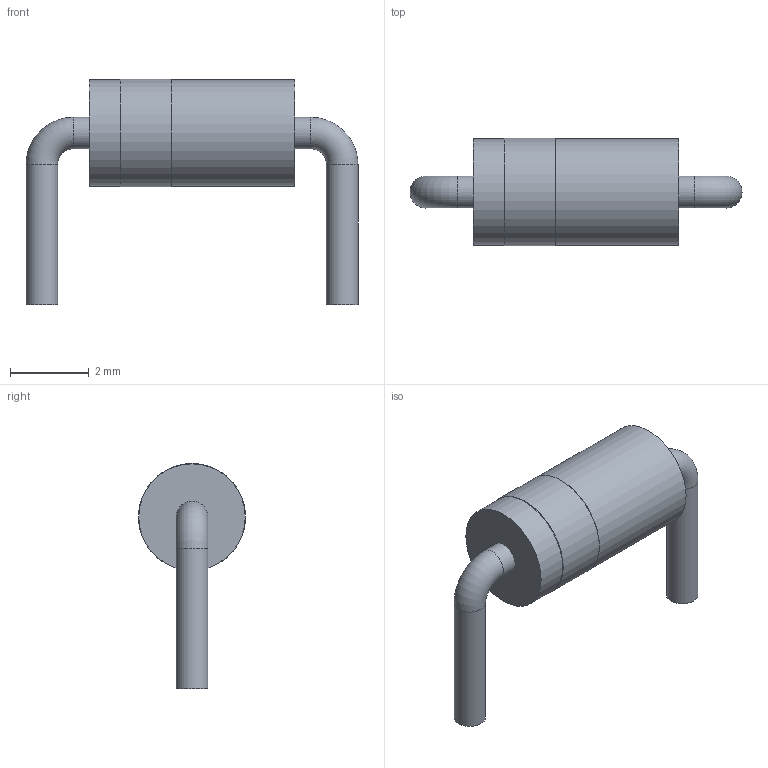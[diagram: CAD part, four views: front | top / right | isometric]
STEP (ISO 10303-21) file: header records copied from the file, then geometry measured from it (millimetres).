
FILE_DESCRIPTION(('FreeCAD Model'),'2;1');
FILE_NAME( 'x.step', '2018-02-22T02:19:05',('Author'),(''), 'Open CASCADE STEP processor 6.8','FreeCAD','Unknown');
FILE_SCHEMA(('AUTOMOTIVE_DESIGN_CC2 { 1 2 10303 214 -1 1 5 4 }'));
Length unit declared in the file: millimetre
Products named in the file (8): ASSEMBLY; Revolution001; Revolution; Sweep; Sketch001; Axis0; Sketch003; Sketch
Assembly tree (7 placements, depth 2):
  ASSEMBLY
    Revolution001
    Revolution
    Sweep
    Sketch001
    Axis0
    Sketch003
    Sketch
Bounding box: 8.42 x 2.72 x 5.71 mm (x, y, z)
Volume: 37.9 mm3; surface area: 118.2 mm2
Topology: 3 solids, 3 shells, 14 faces, 34 edges, 39 vertices
Faces by surface type: cylinder 6, plane 6, torus 2
Full cylindrical faces by diameter (mm): 0.8 x3, 2.68 x1, 2.7 x1, 2.72 x1
Entity records: 621 total; most frequent: CARTESIAN_POINT 96, DIRECTION 95, ORIENTED_EDGE 40, AXIS2_PLACEMENT_3D 39, EDGE_CURVE 20, CIRCLE 17, LINE 17, VECTOR 17
